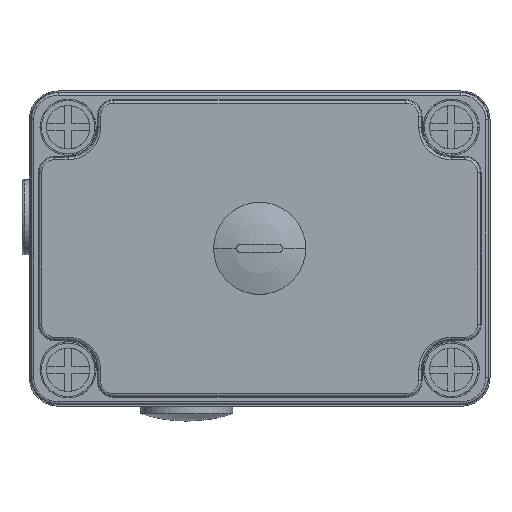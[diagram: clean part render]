
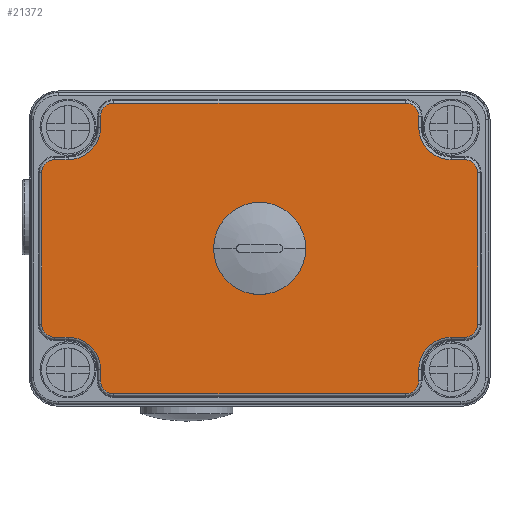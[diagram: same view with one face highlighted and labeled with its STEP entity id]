
A CAD part, top view. The second image highlights one B-rep face of the part: STEP entity #21372.
In plain terms, the highlighted face is planar.
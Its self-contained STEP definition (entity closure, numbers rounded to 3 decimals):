
#19083=CARTESIAN_POINT('',(0.,0.,0.));
#19084=DIRECTION('',(0.,0.,-1.));
#19085=DIRECTION('',(1.,0.,0.));
#19086=AXIS2_PLACEMENT_3D('',#19083,#19084,#19085);
#19088=CARTESIAN_POINT('',(0.,0.,0.));
#19089=DIRECTION('',(0.,0.,-1.));
#19090=DIRECTION('',(-1.,0.,0.));
#19091=AXIS2_PLACEMENT_3D('',#19088,#19089,#19090);
#19093=CARTESIAN_POINT('',(-42.257,15.601,0.));
#19094=DIRECTION('',(0.,0.,-1.));
#19095=DIRECTION('',(-1.,0.,0.));
#19096=AXIS2_PLACEMENT_3D('',#19093,#19094,#19095);
#19098=DIRECTION('',(0.,1.,0.));
#19099=VECTOR('',#19098,31.201);
#19100=CARTESIAN_POINT('',(-44.959,-15.601,0.));
#19101=LINE('',#19100,#19099);
#19102=CARTESIAN_POINT('',(-42.257,-15.601,0.));
#19103=DIRECTION('',(0.,0.,-1.));
#19104=DIRECTION('',(0.,-1.,0.));
#19105=AXIS2_PLACEMENT_3D('',#19102,#19103,#19104);
#19107=DIRECTION('',(-1.,0.,0.));
#19108=VECTOR('',#19107,2.757);
#19109=CARTESIAN_POINT('',(-39.5,-18.302,0.));
#19110=LINE('',#19109,#19108);
#19111=CARTESIAN_POINT('',(-39.5,-25.,0.));
#19112=DIRECTION('',(0.,0.,1.));
#19113=DIRECTION('',(1.,0.,0.));
#19114=AXIS2_PLACEMENT_3D('',#19111,#19112,#19113);
#19116=DIRECTION('',(0.,1.,0.));
#19117=VECTOR('',#19116,2.282);
#19118=CARTESIAN_POINT('',(-32.802,-27.282,0.));
#19119=LINE('',#19118,#19117);
#19120=CARTESIAN_POINT('',(-30.101,-27.282,0.));
#19121=DIRECTION('',(0.,0.,-1.));
#19122=DIRECTION('',(0.,-1.,0.));
#19123=AXIS2_PLACEMENT_3D('',#19120,#19121,#19122);
#19125=DIRECTION('',(-1.,0.,0.));
#19126=VECTOR('',#19125,60.201);
#19127=CARTESIAN_POINT('',(30.101,-29.984,0.));
#19128=LINE('',#19127,#19126);
#19129=CARTESIAN_POINT('',(30.101,-27.282,0.));
#19130=DIRECTION('',(0.,0.,-1.));
#19131=DIRECTION('',(1.,0.,0.));
#19132=AXIS2_PLACEMENT_3D('',#19129,#19130,#19131);
#19134=DIRECTION('',(0.,-1.,0.));
#19135=VECTOR('',#19134,2.282);
#19136=CARTESIAN_POINT('',(32.802,-25.,0.));
#19137=LINE('',#19136,#19135);
#19138=CARTESIAN_POINT('',(39.5,-25.,0.));
#19139=DIRECTION('',(0.,0.,1.));
#19140=DIRECTION('',(0.,1.,0.));
#19141=AXIS2_PLACEMENT_3D('',#19138,#19139,#19140);
#19143=DIRECTION('',(-1.,0.,0.));
#19144=VECTOR('',#19143,2.757);
#19145=CARTESIAN_POINT('',(42.257,-18.302,0.));
#19146=LINE('',#19145,#19144);
#19147=CARTESIAN_POINT('',(42.257,-15.601,0.));
#19148=DIRECTION('',(0.,0.,-1.));
#19149=DIRECTION('',(1.,0.,0.));
#19150=AXIS2_PLACEMENT_3D('',#19147,#19148,#19149);
#19152=DIRECTION('',(0.,-1.,0.));
#19153=VECTOR('',#19152,31.201);
#19154=CARTESIAN_POINT('',(44.959,15.601,0.));
#19155=LINE('',#19154,#19153);
#19156=CARTESIAN_POINT('',(42.257,15.601,0.));
#19157=DIRECTION('',(0.,0.,-1.));
#19158=DIRECTION('',(0.,1.,0.));
#19159=AXIS2_PLACEMENT_3D('',#19156,#19157,#19158);
#19161=DIRECTION('',(1.,0.,0.));
#19162=VECTOR('',#19161,2.757);
#19163=CARTESIAN_POINT('',(39.5,18.302,0.));
#19164=LINE('',#19163,#19162);
#19165=CARTESIAN_POINT('',(39.5,25.,0.));
#19166=DIRECTION('',(0.,0.,1.));
#19167=DIRECTION('',(-1.,0.,0.));
#19168=AXIS2_PLACEMENT_3D('',#19165,#19166,#19167);
#19170=DIRECTION('',(0.,-1.,0.));
#19171=VECTOR('',#19170,2.282);
#19172=CARTESIAN_POINT('',(32.802,27.282,0.));
#19173=LINE('',#19172,#19171);
#19174=CARTESIAN_POINT('',(30.101,27.282,0.));
#19175=DIRECTION('',(0.,0.,-1.));
#19176=DIRECTION('',(0.,1.,0.));
#19177=AXIS2_PLACEMENT_3D('',#19174,#19175,#19176);
#19179=DIRECTION('',(1.,0.,0.));
#19180=VECTOR('',#19179,60.201);
#19181=CARTESIAN_POINT('',(-30.101,29.984,0.));
#19182=LINE('',#19181,#19180);
#19183=CARTESIAN_POINT('',(-30.101,27.282,0.));
#19184=DIRECTION('',(0.,0.,-1.));
#19185=DIRECTION('',(-1.,0.,0.));
#19186=AXIS2_PLACEMENT_3D('',#19183,#19184,#19185);
#19188=DIRECTION('',(0.,1.,0.));
#19189=VECTOR('',#19188,2.282);
#19190=CARTESIAN_POINT('',(-32.802,25.,0.));
#19191=LINE('',#19190,#19189);
#19192=CARTESIAN_POINT('',(-39.5,25.,0.));
#19193=DIRECTION('',(0.,0.,1.));
#19194=DIRECTION('',(0.,-1.,0.));
#19195=AXIS2_PLACEMENT_3D('',#19192,#19193,#19194);
#19197=DIRECTION('',(1.,0.,0.));
#19198=VECTOR('',#19197,2.757);
#19199=CARTESIAN_POINT('',(-42.257,18.302,0.));
#19200=LINE('',#19199,#19198);
#21018=CARTESIAN_POINT('',(8.1,0.,0.));
#21019=CARTESIAN_POINT('',(-8.1,0.,0.));
#21020=VERTEX_POINT('',#21018);
#21021=VERTEX_POINT('',#21019);
#21170=CARTESIAN_POINT('',(-44.959,15.601,0.));
#21171=CARTESIAN_POINT('',(-42.257,18.302,0.));
#21172=VERTEX_POINT('',#21170);
#21173=VERTEX_POINT('',#21171);
#21178=CARTESIAN_POINT('',(-39.5,18.302,0.));
#21179=VERTEX_POINT('',#21178);
#21182=CARTESIAN_POINT('',(-32.802,25.,0.));
#21183=VERTEX_POINT('',#21182);
#21186=CARTESIAN_POINT('',(-32.802,27.282,0.));
#21187=VERTEX_POINT('',#21186);
#21190=CARTESIAN_POINT('',(-30.101,29.984,0.));
#21191=VERTEX_POINT('',#21190);
#21194=CARTESIAN_POINT('',(30.101,29.984,0.));
#21195=VERTEX_POINT('',#21194);
#21198=CARTESIAN_POINT('',(32.802,27.282,0.));
#21199=VERTEX_POINT('',#21198);
#21202=CARTESIAN_POINT('',(32.802,25.,0.));
#21203=VERTEX_POINT('',#21202);
#21206=CARTESIAN_POINT('',(39.5,18.302,0.));
#21207=VERTEX_POINT('',#21206);
#21210=CARTESIAN_POINT('',(42.257,18.302,0.));
#21211=VERTEX_POINT('',#21210);
#21214=CARTESIAN_POINT('',(44.959,15.601,0.));
#21215=VERTEX_POINT('',#21214);
#21218=CARTESIAN_POINT('',(44.959,-15.601,0.));
#21219=VERTEX_POINT('',#21218);
#21222=CARTESIAN_POINT('',(42.257,-18.302,0.));
#21223=VERTEX_POINT('',#21222);
#21226=CARTESIAN_POINT('',(39.5,-18.302,0.));
#21227=VERTEX_POINT('',#21226);
#21230=CARTESIAN_POINT('',(32.802,-25.,0.));
#21231=VERTEX_POINT('',#21230);
#21234=CARTESIAN_POINT('',(32.802,-27.282,0.));
#21235=VERTEX_POINT('',#21234);
#21238=CARTESIAN_POINT('',(30.101,-29.984,0.));
#21239=VERTEX_POINT('',#21238);
#21242=CARTESIAN_POINT('',(-30.101,-29.984,0.));
#21243=VERTEX_POINT('',#21242);
#21246=CARTESIAN_POINT('',(-32.802,-27.282,0.));
#21247=VERTEX_POINT('',#21246);
#21250=CARTESIAN_POINT('',(-32.802,-25.,0.));
#21251=VERTEX_POINT('',#21250);
#21254=CARTESIAN_POINT('',(-39.5,-18.302,0.));
#21255=VERTEX_POINT('',#21254);
#21258=CARTESIAN_POINT('',(-42.257,-18.302,0.));
#21259=VERTEX_POINT('',#21258);
#21262=CARTESIAN_POINT('',(-44.959,-15.601,0.));
#21263=VERTEX_POINT('',#21262);
#21312=CARTESIAN_POINT('',(0.,0.,0.));
#21313=DIRECTION('',(0.,0.,1.));
#21314=DIRECTION('',(0.,-1.,0.));
#21315=AXIS2_PLACEMENT_3D('',#21312,#21313,#21314);
#21316=PLANE('',#21315);
#21318=ORIENTED_EDGE('',*,*,#21317,.F.);
#21320=ORIENTED_EDGE('',*,*,#21319,.F.);
#21322=ORIENTED_EDGE('',*,*,#21321,.F.);
#21324=ORIENTED_EDGE('',*,*,#21323,.F.);
#21326=ORIENTED_EDGE('',*,*,#21325,.F.);
#21328=ORIENTED_EDGE('',*,*,#21327,.F.);
#21330=ORIENTED_EDGE('',*,*,#21329,.F.);
#21332=ORIENTED_EDGE('',*,*,#21331,.F.);
#21334=ORIENTED_EDGE('',*,*,#21333,.F.);
#21336=ORIENTED_EDGE('',*,*,#21335,.F.);
#21338=ORIENTED_EDGE('',*,*,#21337,.F.);
#21340=ORIENTED_EDGE('',*,*,#21339,.F.);
#21342=ORIENTED_EDGE('',*,*,#21341,.F.);
#21344=ORIENTED_EDGE('',*,*,#21343,.F.);
#21346=ORIENTED_EDGE('',*,*,#21345,.F.);
#21348=ORIENTED_EDGE('',*,*,#21347,.F.);
#21350=ORIENTED_EDGE('',*,*,#21349,.F.);
#21352=ORIENTED_EDGE('',*,*,#21351,.F.);
#21354=ORIENTED_EDGE('',*,*,#21353,.F.);
#21356=ORIENTED_EDGE('',*,*,#21355,.F.);
#21358=ORIENTED_EDGE('',*,*,#21357,.F.);
#21360=ORIENTED_EDGE('',*,*,#21359,.F.);
#21361=ORIENTED_EDGE('',*,*,#21302,.F.);
#21363=ORIENTED_EDGE('',*,*,#21362,.F.);
#21364=EDGE_LOOP('',(#21318,#21320,#21322,#21324,#21326,#21328,#21330,#21332,
#21334,#21336,#21338,#21340,#21342,#21344,#21346,#21348,#21350,#21352,#21354,
#21356,#21358,#21360,#21361,#21363));
#21365=FACE_OUTER_BOUND('',#21364,.F.);
#21367=ORIENTED_EDGE('',*,*,#21366,.T.);
#21369=ORIENTED_EDGE('',*,*,#21368,.T.);
#21370=EDGE_LOOP('',(#21367,#21369));
#21371=FACE_BOUND('',#21370,.F.);
#19087=CIRCLE('',#19086,8.1);
#19092=CIRCLE('',#19091,8.1);
#19097=CIRCLE('',#19096,2.702);
#19106=CIRCLE('',#19105,2.702);
#19115=CIRCLE('',#19114,6.698);
#19124=CIRCLE('',#19123,2.702);
#19133=CIRCLE('',#19132,2.702);
#19142=CIRCLE('',#19141,6.698);
#19151=CIRCLE('',#19150,2.702);
#19160=CIRCLE('',#19159,2.702);
#19169=CIRCLE('',#19168,6.698);
#19178=CIRCLE('',#19177,2.702);
#19187=CIRCLE('',#19186,2.702);
#19196=CIRCLE('',#19195,6.698);
#21302=EDGE_CURVE('',#21179,#21183,#19196,.T.);
#21317=EDGE_CURVE('',#21172,#21173,#19097,.T.);
#21319=EDGE_CURVE('',#21263,#21172,#19101,.T.);
#21321=EDGE_CURVE('',#21259,#21263,#19106,.T.);
#21323=EDGE_CURVE('',#21255,#21259,#19110,.T.);
#21325=EDGE_CURVE('',#21251,#21255,#19115,.T.);
#21327=EDGE_CURVE('',#21247,#21251,#19119,.T.);
#21329=EDGE_CURVE('',#21243,#21247,#19124,.T.);
#21331=EDGE_CURVE('',#21239,#21243,#19128,.T.);
#21333=EDGE_CURVE('',#21235,#21239,#19133,.T.);
#21335=EDGE_CURVE('',#21231,#21235,#19137,.T.);
#21337=EDGE_CURVE('',#21227,#21231,#19142,.T.);
#21339=EDGE_CURVE('',#21223,#21227,#19146,.T.);
#21341=EDGE_CURVE('',#21219,#21223,#19151,.T.);
#21343=EDGE_CURVE('',#21215,#21219,#19155,.T.);
#21345=EDGE_CURVE('',#21211,#21215,#19160,.T.);
#21347=EDGE_CURVE('',#21207,#21211,#19164,.T.);
#21349=EDGE_CURVE('',#21203,#21207,#19169,.T.);
#21351=EDGE_CURVE('',#21199,#21203,#19173,.T.);
#21353=EDGE_CURVE('',#21195,#21199,#19178,.T.);
#21355=EDGE_CURVE('',#21191,#21195,#19182,.T.);
#21357=EDGE_CURVE('',#21187,#21191,#19187,.T.);
#21359=EDGE_CURVE('',#21183,#21187,#19191,.T.);
#21362=EDGE_CURVE('',#21173,#21179,#19200,.T.);
#21366=EDGE_CURVE('',#21020,#21021,#19087,.T.);
#21368=EDGE_CURVE('',#21021,#21020,#19092,.T.);
#21372=ADVANCED_FACE('',(#21365,#21371),#21316,.F.);
